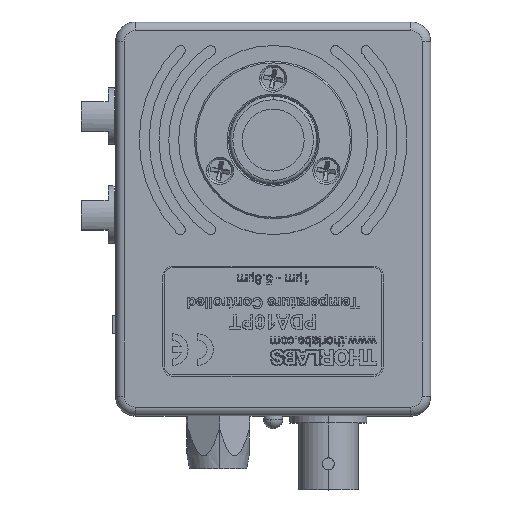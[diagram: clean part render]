
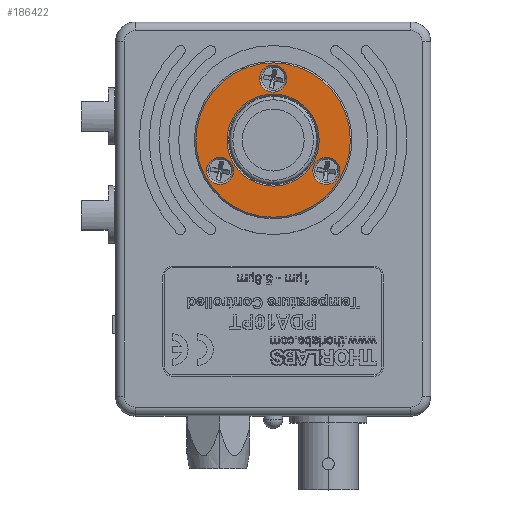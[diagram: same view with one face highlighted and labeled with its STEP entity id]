
A CAD part, top view. The second image highlights one B-rep face of the part: STEP entity #186422.
In plain terms, the highlighted planar face has unit normal (0, 0, 1).
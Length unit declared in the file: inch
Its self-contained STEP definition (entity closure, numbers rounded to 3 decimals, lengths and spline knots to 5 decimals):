
#83035 = AXIS2_PLACEMENT_3D ( 'NONE', #209306, #209308, #209310 ) ;
#84520 = VERTEX_POINT ( 'NONE', #165563 ) ;
#85378 = ORIENTED_EDGE ( 'NONE', *, *, #234061, .T. ) ;
#85383 = ORIENTED_EDGE ( 'NONE', *, *, #234152, .T. ) ;
#85388 = ORIENTED_EDGE ( 'NONE', *, *, #234167, .T. ) ;
#85393 = ORIENTED_EDGE ( 'NONE', *, *, #234058, .T. ) ;
#85397 = ORIENTED_EDGE ( 'NONE', *, *, #234057, .F. ) ;
#85401 = ORIENTED_EDGE ( 'NONE', *, *, #234118, .F. ) ;
#85406 = ORIENTED_EDGE ( 'NONE', *, *, #234054, .F. ) ;
#85410 = ORIENTED_EDGE ( 'NONE', *, *, #234101, .F. ) ;
#85415 = ORIENTED_EDGE ( 'NONE', *, *, #234052, .F. ) ;
#85419 = ORIENTED_EDGE ( 'NONE', *, *, #234080, .F. ) ;
#86431 = VERTEX_POINT ( 'NONE', #165792 ) ;
#86460 = VERTEX_POINT ( 'NONE', #165816 ) ;
#86506 = VERTEX_POINT ( 'NONE', #165845 ) ;
#91445 = EDGE_LOOP ( 'NONE', ( #85378, #85383 ) ) ;
#91456 = EDGE_LOOP ( 'NONE', ( #85388, #85393 ) ) ;
#91492 = EDGE_LOOP ( 'NONE', ( #85406, #85410 ) ) ;
#91494 = EDGE_LOOP ( 'NONE', ( #85415, #85419 ) ) ;
#91497 = EDGE_LOOP ( 'NONE', ( #85397, #85401 ) ) ;
#121090 = CIRCLE ( 'NONE', #123858, 0.086 ) ;
#121093 = CIRCLE ( 'NONE', #123859, 0.086 ) ;
#121096 = CIRCLE ( 'NONE', #123860, 0.086 ) ;
#121099 = CIRCLE ( 'NONE', #123861, 0.2925 ) ;
#121100 = CIRCLE ( 'NONE', #123863, 0.49 ) ;
#121129 = CIRCLE ( 'NONE', #123869, 0.086 ) ;
#121149 = CIRCLE ( 'NONE', #123873, 0.086 ) ;
#121171 = CIRCLE ( 'NONE', #123877, 0.086 ) ;
#121207 = CIRCLE ( 'NONE', #123883, 0.49 ) ;
#121224 = CIRCLE ( 'NONE', #123888, 0.2925 ) ;
#122802 = CARTESIAN_POINT ( 'NONE',  ( 0.30714, 0.34466, 0.39421 ) ) ;
#122804 = DIRECTION ( 'NONE',  ( 0., 0., 1. ) ) ;
#122807 = DIRECTION ( 'NONE',  ( 1., 0., 0. ) ) ;
#122811 = CARTESIAN_POINT ( 'NONE',  ( -0.36836, 0.34466, 0.39421 ) ) ;
#122814 = DIRECTION ( 'NONE',  ( 0., 0., 1. ) ) ;
#122816 = DIRECTION ( 'NONE',  ( 1., 0., 0. ) ) ;
#122819 = CARTESIAN_POINT ( 'NONE',  ( -0.03061, 0.92966, 0.39421 ) ) ;
#122820 = DIRECTION ( 'NONE',  ( 0., 0., 1. ) ) ;
#122822 = DIRECTION ( 'NONE',  ( 1., 0., 0. ) ) ;
#122827 = CARTESIAN_POINT ( 'NONE',  ( -0.03061, 0.53966, 0.39421 ) ) ;
#122829 = DIRECTION ( 'NONE',  ( 0., 0., -1. ) ) ;
#122831 = DIRECTION ( 'NONE',  ( 1., 0., 0. ) ) ;
#122836 = CARTESIAN_POINT ( 'NONE',  ( -0.03061, 0.53966, 0.39421 ) ) ;
#122838 = DIRECTION ( 'NONE',  ( 0., 0., 1. ) ) ;
#122840 = DIRECTION ( 'NONE',  ( 1., 0., 0. ) ) ;
#122888 = CARTESIAN_POINT ( 'NONE',  ( 0.30714, 0.34466, 0.39421 ) ) ;
#122890 = DIRECTION ( 'NONE',  ( 0., 0., 1. ) ) ;
#122892 = DIRECTION ( 'NONE',  ( 1., 0., 0. ) ) ;
#122929 = CARTESIAN_POINT ( 'NONE',  ( -0.36836, 0.34466, 0.39421 ) ) ;
#122931 = DIRECTION ( 'NONE',  ( 0., 0., 1. ) ) ;
#122932 = DIRECTION ( 'NONE',  ( 1., 0., 0. ) ) ;
#122971 = CARTESIAN_POINT ( 'NONE',  ( -0.03061, 0.92966, 0.39421 ) ) ;
#122972 = DIRECTION ( 'NONE',  ( 0., 0., 1. ) ) ;
#122975 = DIRECTION ( 'NONE',  ( 1., 0., 0. ) ) ;
#123048 = CARTESIAN_POINT ( 'NONE',  ( -0.03061, 0.53966, 0.39421 ) ) ;
#123051 = DIRECTION ( 'NONE',  ( 0., 0., 1. ) ) ;
#123053 = DIRECTION ( 'NONE',  ( 1., 0., 0. ) ) ;
#123084 = CARTESIAN_POINT ( 'NONE',  ( -0.03061, 0.53966, 0.39421 ) ) ;
#123086 = DIRECTION ( 'NONE',  ( 0., 0., -1. ) ) ;
#123088 = DIRECTION ( 'NONE',  ( 1., 0., 0. ) ) ;
#123858 = AXIS2_PLACEMENT_3D ( 'NONE', #122802, #122804, #122807 ) ;
#123859 = AXIS2_PLACEMENT_3D ( 'NONE', #122811, #122814, #122816 ) ;
#123860 = AXIS2_PLACEMENT_3D ( 'NONE', #122819, #122820, #122822 ) ;
#123861 = AXIS2_PLACEMENT_3D ( 'NONE', #122827, #122829, #122831 ) ;
#123863 = AXIS2_PLACEMENT_3D ( 'NONE', #122836, #122838, #122840 ) ;
#123869 = AXIS2_PLACEMENT_3D ( 'NONE', #122888, #122890, #122892 ) ;
#123873 = AXIS2_PLACEMENT_3D ( 'NONE', #122929, #122931, #122932 ) ;
#123877 = AXIS2_PLACEMENT_3D ( 'NONE', #122971, #122972, #122975 ) ;
#123883 = AXIS2_PLACEMENT_3D ( 'NONE', #123048, #123051, #123053 ) ;
#123888 = AXIS2_PLACEMENT_3D ( 'NONE', #123084, #123086, #123088 ) ;
#165563 = CARTESIAN_POINT ( 'NONE',  ( 0.26189, 0.53966, 0.39421 ) ) ;
#165792 = CARTESIAN_POINT ( 'NONE',  ( 0.39314, 0.34466, 0.39421 ) ) ;
#165816 = CARTESIAN_POINT ( 'NONE',  ( 0.22114, 0.34466, 0.39421 ) ) ;
#165845 = CARTESIAN_POINT ( 'NONE',  ( 0.45939, 0.53966, 0.39421 ) ) ;
#186422 = ADVANCED_FACE ( 'NONE', ( #193492, #193500, #193495, #193490, #193497 ), #209286, .T. ) ;
#193490 = FACE_BOUND ( 'NONE', #91492, .T. ) ;
#193492 = FACE_OUTER_BOUND ( 'NONE', #91445, .T. ) ;
#193495 = FACE_BOUND ( 'NONE', #91497, .T. ) ;
#193497 = FACE_BOUND ( 'NONE', #91494, .T. ) ;
#193500 = FACE_BOUND ( 'NONE', #91456, .T. ) ;
#209286 = PLANE ( 'NONE',  #83035 ) ;
#209306 = CARTESIAN_POINT ( 'NONE',  ( -0.03061, 0.53966, 0.39421 ) ) ;
#209308 = DIRECTION ( 'NONE',  ( 0., 0., 1. ) ) ;
#209310 = DIRECTION ( 'NONE',  ( 1., 0., 0. ) ) ;
#217577 = CARTESIAN_POINT ( 'NONE',  ( -0.32311, 0.53966, 0.39421 ) ) ;
#217599 = CARTESIAN_POINT ( 'NONE',  ( -0.11661, 0.92966, 0.39421 ) ) ;
#217605 = CARTESIAN_POINT ( 'NONE',  ( -0.28236, 0.34466, 0.39421 ) ) ;
#217607 = CARTESIAN_POINT ( 'NONE',  ( -0.45436, 0.34466, 0.39421 ) ) ;
#217615 = CARTESIAN_POINT ( 'NONE',  ( 0.05539, 0.92966, 0.39421 ) ) ;
#217628 = CARTESIAN_POINT ( 'NONE',  ( -0.52061, 0.53966, 0.39421 ) ) ;
#234052 = EDGE_CURVE ( 'NONE', #86431, #86460, #121090, .T. ) ;
#234054 = EDGE_CURVE ( 'NONE', #250902, #250904, #121093, .T. ) ;
#234057 = EDGE_CURVE ( 'NONE', #250913, #250898, #121096, .T. ) ;
#234058 = EDGE_CURVE ( 'NONE', #250877, #84520, #121099, .T. ) ;
#234061 = EDGE_CURVE ( 'NONE', #250928, #86506, #121100, .T. ) ;
#234080 = EDGE_CURVE ( 'NONE', #86460, #86431, #121129, .T. ) ;
#234101 = EDGE_CURVE ( 'NONE', #250904, #250902, #121149, .T. ) ;
#234118 = EDGE_CURVE ( 'NONE', #250898, #250913, #121171, .T. ) ;
#234152 = EDGE_CURVE ( 'NONE', #86506, #250928, #121207, .T. ) ;
#234167 = EDGE_CURVE ( 'NONE', #84520, #250877, #121224, .T. ) ;
#250877 = VERTEX_POINT ( 'NONE', #217577 ) ;
#250898 = VERTEX_POINT ( 'NONE', #217599 ) ;
#250902 = VERTEX_POINT ( 'NONE', #217605 ) ;
#250904 = VERTEX_POINT ( 'NONE', #217607 ) ;
#250913 = VERTEX_POINT ( 'NONE', #217615 ) ;
#250928 = VERTEX_POINT ( 'NONE', #217628 ) ;
